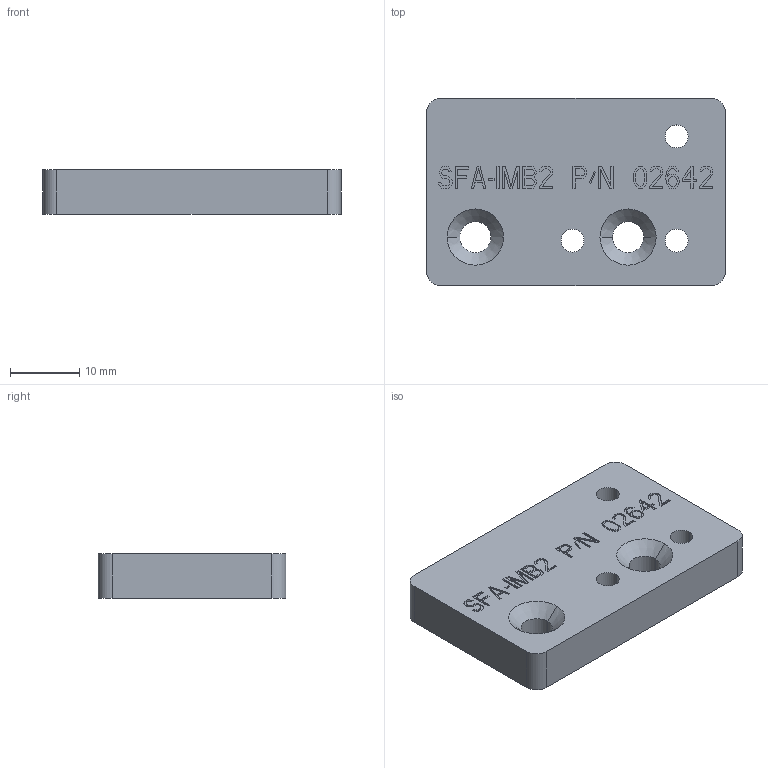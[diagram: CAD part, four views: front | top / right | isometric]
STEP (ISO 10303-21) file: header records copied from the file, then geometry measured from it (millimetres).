
FILE_DESCRIPTION((''),'2;1');
FILE_NAME('156659_SW','2011-04-06T',('banengservice'),('BANNER ENGINEERING'),'PRO/ENGINEER BY PARAMETRIC TECHNOLOGY CORPORATION, 2009141','PRO/ENGINEER BY PARAMETRIC TECHNOLOGY CORPORATION, 2009141','');
FILE_SCHEMA(('CONFIG_CONTROL_DESIGN'));
Length unit declared in the file: inch
Products named in the file (1): 156659_SW
Bounding box: 43 x 27 x 6.35 mm (x, y, z)
Volume: 6862.7 mm3; surface area: 3445.2 mm2
Topology: 1 solids, 1 shells, 426 faces, 1195 edges, 794 vertices
Faces by surface type: plane 404, cylinder 14, cone 8
Entity records: 13511 total; most frequent: CARTESIAN_POINT 2415, ORIENTED_EDGE 2390, DIRECTION 2083, EDGE_CURVE 1195, VECTOR 1159, LINE 1159, VERTEX_POINT 794, AXIS2_PLACEMENT_3D 462
